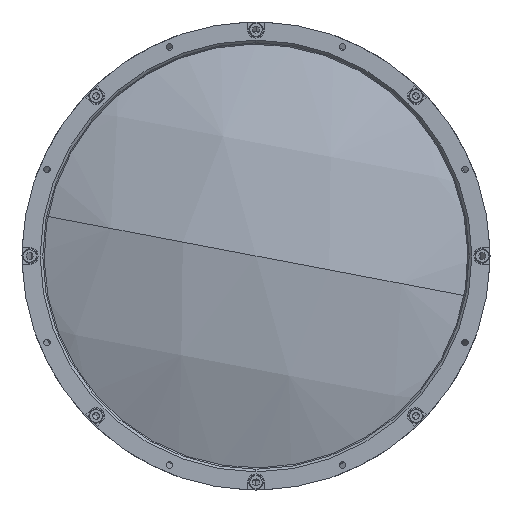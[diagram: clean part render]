
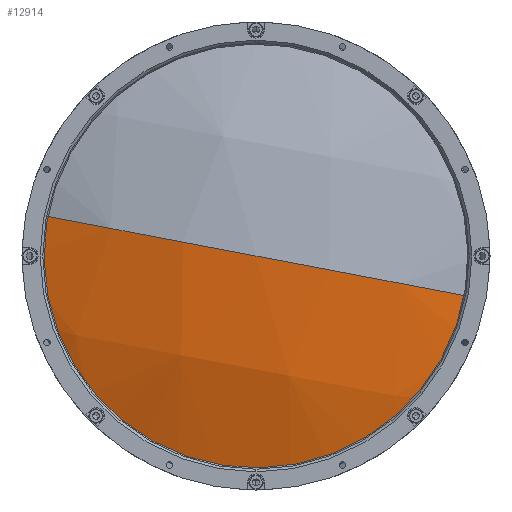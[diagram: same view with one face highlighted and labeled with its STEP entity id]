
A CAD part, left-side view. The second image highlights one B-rep face of the part: STEP entity #12914.
In plain terms, the highlighted spherical face has radius 217.7 mm.
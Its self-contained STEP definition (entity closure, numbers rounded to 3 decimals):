
#773 = CARTESIAN_POINT ( 'NONE',  ( -3., 0., 0. ) ) ;
#1232 = DIRECTION ( 'NONE',  ( 0., 0.187, -0.982 ) ) ;
#1268 = CARTESIAN_POINT ( 'NONE',  ( 214.7, 0., 0. ) ) ;
#1687 = SPHERICAL_SURFACE ( 'NONE', #4851, 217.7 ) ;
#2781 = DIRECTION ( 'NONE',  ( 0., -0.982, -0.187 ) ) ;
#3233 = ORIENTED_EDGE ( 'NONE', *, *, #6547, .T. ) ;
#3411 = AXIS2_PLACEMENT_3D ( 'NONE', #1268, #11698, #2781 ) ;
#3417 = EDGE_LOOP ( 'NONE', ( #3233, #10336, #4785 ) ) ;
#3575 = VERTEX_POINT ( 'NONE', #5142 ) ;
#3972 = CARTESIAN_POINT ( 'NONE',  ( 214.7, 0., 0. ) ) ;
#4545 = CIRCLE ( 'NONE', #3411, 217.7 ) ;
#4785 = ORIENTED_EDGE ( 'NONE', *, *, #18972, .F. ) ;
#4851 = AXIS2_PLACEMENT_3D ( 'NONE', #3972, #5279, #14416 ) ;
#5142 = CARTESIAN_POINT ( 'NONE',  ( 13.859, -82.524, -15.675 ) ) ;
#5208 = AXIS2_PLACEMENT_3D ( 'NONE', #10162, #1232, #11664 ) ;
#5262 = DIRECTION ( 'NONE',  ( -1., 0., 0. ) ) ;
#5279 = DIRECTION ( 'NONE',  ( 0., 0.187, -0.982 ) ) ;
#6547 = EDGE_CURVE ( 'NONE', #14782, #3575, #7423, .T. ) ;
#7423 = CIRCLE ( 'NONE', #8210, 84. ) ;
#8210 = AXIS2_PLACEMENT_3D ( 'NONE', #14201, #5262, #15694 ) ;
#8553 = CARTESIAN_POINT ( 'NONE',  ( 13.859, 82.524, 15.675 ) ) ;
#9165 = FACE_OUTER_BOUND ( 'NONE', #3417, .T. ) ;
#10162 = CARTESIAN_POINT ( 'NONE',  ( 214.7, 0., 0. ) ) ;
#10336 = ORIENTED_EDGE ( 'NONE', *, *, #12487, .T. ) ;
#10800 = CIRCLE ( 'NONE', #5208, 217.7 ) ;
#11664 = DIRECTION ( 'NONE',  ( 0., 0.982, 0.187 ) ) ;
#11698 = DIRECTION ( 'NONE',  ( 0., -0.187, 0.982 ) ) ;
#11995 = VERTEX_POINT ( 'NONE', #773 ) ;
#12487 = EDGE_CURVE ( 'NONE', #3575, #11995, #10800, .T. ) ;
#12914 = ADVANCED_FACE ( 'NONE', ( #9165 ), #1687, .T. ) ;
#14201 = CARTESIAN_POINT ( 'NONE',  ( 13.859, 0., 0. ) ) ;
#14416 = DIRECTION ( 'NONE',  ( 0., 0.982, 0.187 ) ) ;
#14782 = VERTEX_POINT ( 'NONE', #8553 ) ;
#15694 = DIRECTION ( 'NONE',  ( 0., 0.187, -0.982 ) ) ;
#18972 = EDGE_CURVE ( 'NONE', #14782, #11995, #4545, .T. ) ;
